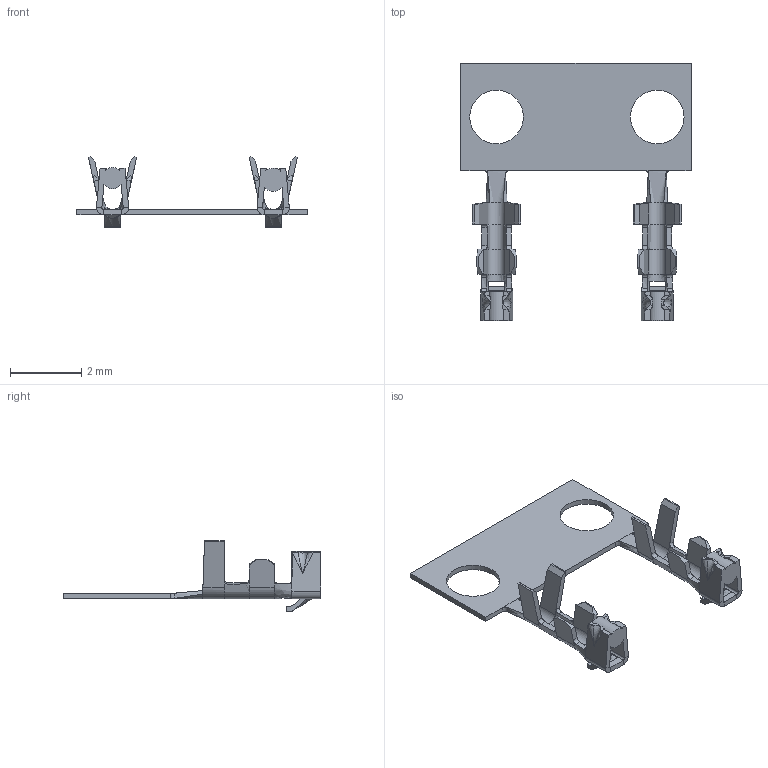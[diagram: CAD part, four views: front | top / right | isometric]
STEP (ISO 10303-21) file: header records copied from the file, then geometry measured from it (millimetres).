
FILE_DESCRIPTION( ('This file contains a STEP AP42 implementation' ,'as created by ZW3D STEP Interface translator.') ,'2;1' );
FILE_NAME( 'WF1251-TPSN01.stp' ,'23 9 5.163252', (''), ('ZWCAD Software Co.'), 'Version 1.0', 'ZW3D to STEP translator', '' );
FILE_SCHEMA(('AUTOMOTIVE_DESIGN { 1 0 10303 214 1 1 1 1 }'));
Length unit declared in the file: millimetre
Products named in the file (2): 0; WF1251-TPSN01
Bounding box: 6.45 x 7.2 x 1.98 mm (x, y, z)
Volume: 5.1 mm3; surface area: 75.6 mm2
Topology: 1 solids, 1 shells, 268 faces, 783 edges, 486 vertices
Faces by surface type: bspline 132, plane 114, cylinder 22
Full cylindrical faces by diameter (mm): 1.5 x2
Entity records: 26073 total; most frequent: CARTESIAN_POINT 19978, ORIENTED_EDGE 1524, EDGE_CURVE 761, DIRECTION 716, VERTEX_POINT 486, B_SPLINE_CURVE_WITH_KNOTS 359, VECTOR 350, LINE 350
